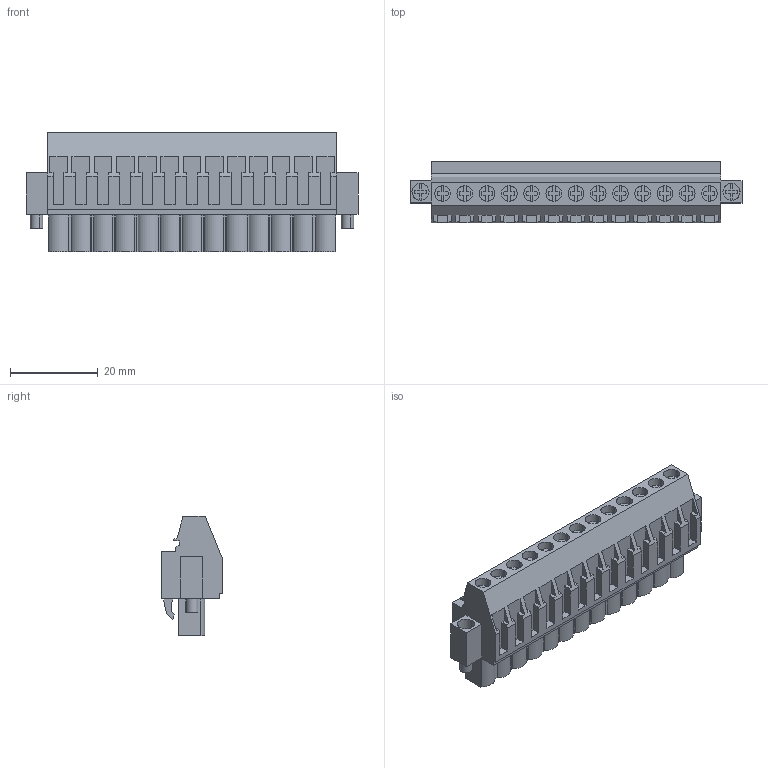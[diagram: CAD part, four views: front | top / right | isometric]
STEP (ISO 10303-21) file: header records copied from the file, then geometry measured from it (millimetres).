
FILE_DESCRIPTION(('CATIA V5 STEP','CAx-IF Rec.Pracs.--- Model Styling and Organization---1.2---2011-12-15'),'2;1');
FILE_NAME ('7246789_2_1950150000_1950150000.stp','2017-09-08T12:22:04+00:00',('none'),('Weidmueller'),'CATIA Version 5-6 Release 2014','CATIA V5 STEP AP214','none');
FILE_SCHEMA(('AUTOMOTIVE_DESIGN { 1 0 10303 214 1 1 1 1 }'));
Length unit declared in the file: millimetre
Products named in the file (1): 1950150000
Bounding box: 75.84 x 14.1 x 27.2 mm (x, y, z)
Volume: 15461.8 mm3; surface area: 9486.2 mm2
Topology: 16 solids, 16 shells, 911 faces, 2504 edges, 1686 vertices
Faces by surface type: plane 774, cylinder 135, extrusion 2
Entity records: 26557 total; most frequent: ORIENTED_EDGE 5008, CARTESIAN_POINT 4736, DIRECTION 3588, EDGE_CURVE 2504, VECTOR 2172, LINE 2170, VERTEX_POINT 1686, EDGE_LOOP 976
